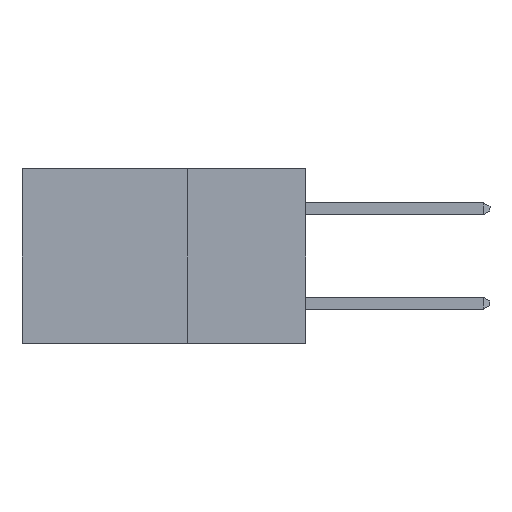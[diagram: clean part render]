
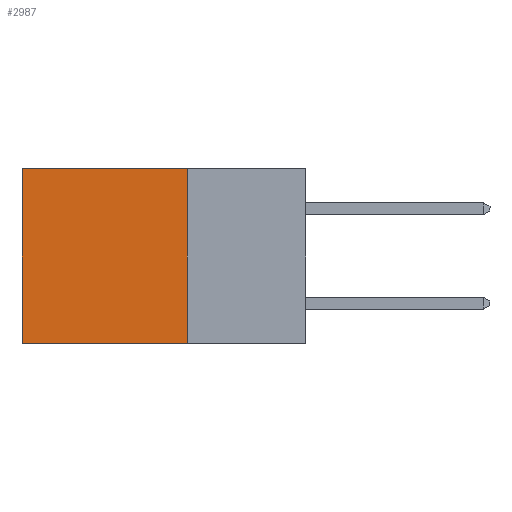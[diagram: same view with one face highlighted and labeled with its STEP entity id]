
A CAD part, left-side view. The second image highlights one B-rep face of the part: STEP entity #2987.
In plain terms, the highlighted planar face has unit normal (-1, 0, 0).
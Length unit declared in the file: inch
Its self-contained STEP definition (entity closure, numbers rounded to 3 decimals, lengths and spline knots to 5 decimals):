
#54 = ORIENTED_EDGE ( 'NONE', *, *, #4522, .F. ) ;
#203 = ORIENTED_EDGE ( 'NONE', *, *, #7683, .T. ) ;
#1050 = LINE ( 'NONE', #8436, #6262 ) ;
#1833 = DIRECTION ( 'NONE',  ( 0., 1., 0. ) ) ;
#1918 = CARTESIAN_POINT ( 'NONE',  ( 0.2615, 0.6, -0.37 ) ) ;
#2326 = DIRECTION ( 'NONE',  ( 0., 0., -1. ) ) ;
#2516 = ORIENTED_EDGE ( 'NONE', *, *, #5914, .T. ) ;
#2793 = VECTOR ( 'NONE', #4843, 39.37008 ) ;
#2929 = VERTEX_POINT ( 'NONE', #7822 ) ;
#2987 = ADVANCED_FACE ( 'NONE', ( #3654 ), #3281, .F. ) ;
#3015 = EDGE_LOOP ( 'NONE', ( #2516, #54, #7095, #203 ) ) ;
#3051 = CARTESIAN_POINT ( 'NONE',  ( 0.2615, 0.25, -0.37 ) ) ;
#3187 = CARTESIAN_POINT ( 'NONE',  ( 0.2615, 0.25, 0. ) ) ;
#3281 = PLANE ( 'NONE',  #8411 ) ;
#3654 = FACE_OUTER_BOUND ( 'NONE', #3015, .T. ) ;
#3713 = DIRECTION ( 'NONE',  ( 0., 0., -1. ) ) ;
#3738 = CARTESIAN_POINT ( 'NONE',  ( 0.2615, 0.25, -0.37 ) ) ;
#3749 = LINE ( 'NONE', #3187, #4494 ) ;
#3753 = VERTEX_POINT ( 'NONE', #1918 ) ;
#3808 = CARTESIAN_POINT ( 'NONE',  ( 0.2615, 0.6, 0. ) ) ;
#4367 = LINE ( 'NONE', #5489, #2793 ) ;
#4494 = VECTOR ( 'NONE', #1833, 39.37008 ) ;
#4522 = EDGE_CURVE ( 'NONE', #4958, #3753, #4367, .T. ) ;
#4553 = DIRECTION ( 'NONE',  ( 0., 0., -1. ) ) ;
#4618 = EDGE_CURVE ( 'NONE', #2929, #4958, #1050, .T. ) ;
#4843 = DIRECTION ( 'NONE',  ( 0., 1., 0. ) ) ;
#4958 = VERTEX_POINT ( 'NONE', #3738 ) ;
#5015 = LINE ( 'NONE', #8324, #8428 ) ;
#5489 = CARTESIAN_POINT ( 'NONE',  ( 0.2615, 0.25, -0.37 ) ) ;
#5914 = EDGE_CURVE ( 'NONE', #8354, #3753, #5015, .T. ) ;
#6262 = VECTOR ( 'NONE', #2326, 39.37008 ) ;
#7095 = ORIENTED_EDGE ( 'NONE', *, *, #4618, .F. ) ;
#7683 = EDGE_CURVE ( 'NONE', #2929, #8354, #3749, .T. ) ;
#7822 = CARTESIAN_POINT ( 'NONE',  ( 0.2615, 0.25, 0. ) ) ;
#8324 = CARTESIAN_POINT ( 'NONE',  ( 0.2615, 0.6, -0.37 ) ) ;
#8354 = VERTEX_POINT ( 'NONE', #3808 ) ;
#8411 = AXIS2_PLACEMENT_3D ( 'NONE', #3051, #8550, #4553 ) ;
#8428 = VECTOR ( 'NONE', #3713, 39.37008 ) ;
#8436 = CARTESIAN_POINT ( 'NONE',  ( 0.2615, 0.25, -0.37 ) ) ;
#8550 = DIRECTION ( 'NONE',  ( 1., 0., 0. ) ) ;
